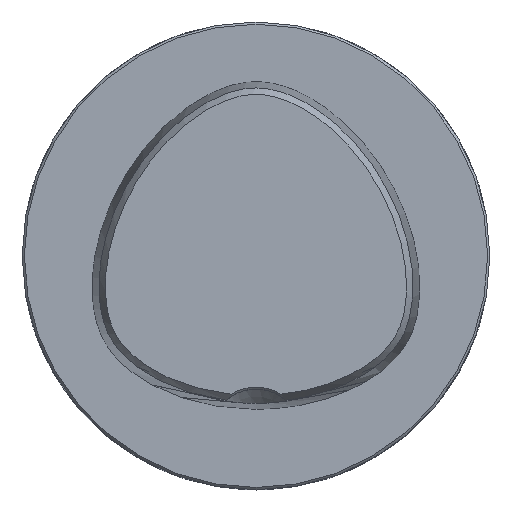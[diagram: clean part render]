
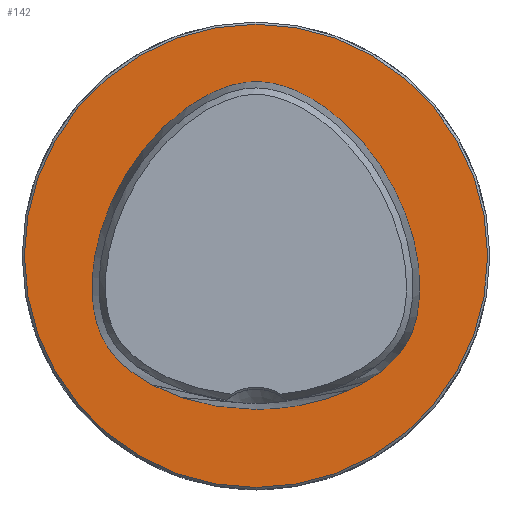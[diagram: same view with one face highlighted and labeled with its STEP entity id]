
A CAD part, top view. The second image highlights one B-rep face of the part: STEP entity #142.
In plain terms, the highlighted planar face has unit normal (0, 0, 1).
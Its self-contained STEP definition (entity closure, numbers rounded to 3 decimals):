
#120=FACE_BOUND('',#226,.T.);
#121=FACE_BOUND('',#227,.T.);
#142=ADVANCED_FACE('CU_E_LO_SU_1',(#120,#121),#175,.F.);
#175=PLANE('',#611);
#226=EDGE_LOOP('',(#324));
#227=EDGE_LOOP('',(#325));
#268=CIRCLE('',#610,31.2);
#324=ORIENTED_EDGE('',*,*,#474,.T.);
#325=ORIENTED_EDGE('',*,*,#513,.T.);
#422=VERTEX_POINT('',#1186);
#460=VERTEX_POINT('',#1718);
#474=EDGE_CURVE('',#422,#422,#543,.T.);
#513=EDGE_CURVE('',#460,#460,#268,.T.);
#543=B_SPLINE_CURVE_WITH_KNOTS('',3,(#1115,#1116,#1117,#1118,#1119,#1120,
#1121,#1122,#1123,#1124,#1125,#1126,#1127,#1128,#1129,#1130,#1131,#1132,
#1133,#1134,#1135,#1136,#1137,#1138,#1139,#1140,#1141,#1142,#1143,#1144,
#1145,#1146,#1147,#1148,#1149,#1150,#1151,#1152,#1153,#1154,#1155,#1156,
#1157,#1158,#1159,#1160,#1161,#1162,#1163,#1164,#1165,#1166,#1167,#1168,
#1169,#1170,#1171,#1172,#1173,#1174,#1175,#1176,#1177,#1178,#1179,#1180,
#1181,#1182,#1183,#1184,#1185),.UNSPECIFIED.,.T.,.F.,(1,1,2,1,1,1,1,1,1,
1,1,1,1,1,1,1,1,1,1,1,1,1,1,1,1,1,1,1,1,1,1,1,1,1,1,1,1,1,1,1,1,1,1,1,1,
1,1,1,1,1,1,1,1,1,1,1,1,1,1,1,1,1,1,1,1,1,1,1,1,1,2,1,1),(-0.031,-0.016,
0.,0.016,0.031,0.063,0.078,0.094,0.109,0.125,0.133,0.141,
0.148,0.156,0.164,0.172,0.18,0.188,0.195,0.203,
0.219,0.234,0.25,0.266,0.281,0.313,0.344,0.359,0.375,0.406,
0.422,0.438,0.453,0.469,0.484,0.492,0.5,0.508,0.516,
0.531,0.547,0.563,0.578,0.594,0.625,0.641,0.656,0.688,
0.719,0.734,0.75,0.766,0.781,0.797,0.805,0.813,0.82,
0.828,0.836,0.844,0.852,0.859,0.867,0.875,0.891,
0.906,0.922,0.938,0.969,0.984,1.,1.016,1.031),
 .UNSPECIFIED.);
#610=AXIS2_PLACEMENT_3D('',#1717,#692,#693);
#611=AXIS2_PLACEMENT_3D('',#1719,#694,#695);
#692=DIRECTION('',(0.,0.,1.));
#693=DIRECTION('',(1.,0.,0.));
#694=DIRECTION('',(0.,0.,-1.));
#695=DIRECTION('',(-1.,0.,0.));
#1115=CARTESIAN_POINT('',(0.721,-20.675,0.));
#1116=CARTESIAN_POINT('',(-0.721,-20.675,0.));
#1117=CARTESIAN_POINT('',(-2.165,-20.628,0.));
#1118=CARTESIAN_POINT('',(-5.038,-20.346,0.));
#1119=CARTESIAN_POINT('',(-7.877,-19.778,0.));
#1120=CARTESIAN_POINT('',(-10.631,-18.907,0.));
#1121=CARTESIAN_POINT('',(-12.641,-18.096,0.));
#1122=CARTESIAN_POINT('',(-14.576,-17.115,0.));
#1123=CARTESIAN_POINT('',(-16.103,-16.145,0.));
#1124=CARTESIAN_POINT('',(-17.253,-15.267,0.));
#1125=CARTESIAN_POINT('',(-18.072,-14.555,0.));
#1126=CARTESIAN_POINT('',(-18.838,-13.784,0.));
#1127=CARTESIAN_POINT('',(-19.538,-12.952,0.));
#1128=CARTESIAN_POINT('',(-20.159,-12.058,0.));
#1129=CARTESIAN_POINT('',(-20.688,-11.106,0.));
#1130=CARTESIAN_POINT('',(-21.12,-10.107,0.));
#1131=CARTESIAN_POINT('',(-21.46,-9.075,0.));
#1132=CARTESIAN_POINT('',(-21.718,-8.02,0.));
#1133=CARTESIAN_POINT('',(-21.963,-6.594,0.));
#1134=CARTESIAN_POINT('',(-22.104,-4.789,0.));
#1135=CARTESIAN_POINT('',(-22.053,-2.62,0.));
#1136=CARTESIAN_POINT('',(-21.81,-0.466,0.));
#1137=CARTESIAN_POINT('',(-21.395,1.661,0.));
#1138=CARTESIAN_POINT('',(-20.635,4.448,0.));
#1139=CARTESIAN_POINT('',(-19.324,7.819,0.));
#1140=CARTESIAN_POINT('',(-17.584,10.988,0.));
#1141=CARTESIAN_POINT('',(-15.954,13.372,0.));
#1142=CARTESIAN_POINT('',(-14.171,15.643,0.));
#1143=CARTESIAN_POINT('',(-12.16,17.727,0.));
#1144=CARTESIAN_POINT('',(-9.932,19.566,0.));
#1145=CARTESIAN_POINT('',(-8.152,20.804,0.));
#1146=CARTESIAN_POINT('',(-6.263,21.873,0.));
#1147=CARTESIAN_POINT('',(-4.268,22.734,0.));
#1148=CARTESIAN_POINT('',(-2.522,23.227,0.));
#1149=CARTESIAN_POINT('',(-1.087,23.439,0.));
#1150=CARTESIAN_POINT('',(0.,23.494,0.));
#1151=CARTESIAN_POINT('',(1.087,23.439,0.));
#1152=CARTESIAN_POINT('',(2.522,23.227,0.));
#1153=CARTESIAN_POINT('',(4.268,22.734,0.));
#1154=CARTESIAN_POINT('',(6.263,21.873,0.));
#1155=CARTESIAN_POINT('',(8.152,20.804,0.));
#1156=CARTESIAN_POINT('',(9.932,19.566,0.));
#1157=CARTESIAN_POINT('',(12.16,17.727,0.));
#1158=CARTESIAN_POINT('',(14.171,15.643,0.));
#1159=CARTESIAN_POINT('',(15.954,13.372,0.));
#1160=CARTESIAN_POINT('',(17.584,10.988,0.));
#1161=CARTESIAN_POINT('',(19.324,7.819,0.));
#1162=CARTESIAN_POINT('',(20.635,4.448,0.));
#1163=CARTESIAN_POINT('',(21.395,1.661,0.));
#1164=CARTESIAN_POINT('',(21.81,-0.466,0.));
#1165=CARTESIAN_POINT('',(22.053,-2.62,0.));
#1166=CARTESIAN_POINT('',(22.104,-4.789,0.));
#1167=CARTESIAN_POINT('',(21.963,-6.594,0.));
#1168=CARTESIAN_POINT('',(21.718,-8.02,0.));
#1169=CARTESIAN_POINT('',(21.46,-9.075,0.));
#1170=CARTESIAN_POINT('',(21.12,-10.107,0.));
#1171=CARTESIAN_POINT('',(20.688,-11.106,0.));
#1172=CARTESIAN_POINT('',(20.159,-12.058,0.));
#1173=CARTESIAN_POINT('',(19.538,-12.952,0.));
#1174=CARTESIAN_POINT('',(18.838,-13.784,0.));
#1175=CARTESIAN_POINT('',(18.072,-14.555,0.));
#1176=CARTESIAN_POINT('',(17.253,-15.267,0.));
#1177=CARTESIAN_POINT('',(16.103,-16.145,0.));
#1178=CARTESIAN_POINT('',(14.576,-17.115,0.));
#1179=CARTESIAN_POINT('',(12.641,-18.096,0.));
#1180=CARTESIAN_POINT('',(10.631,-18.907,0.));
#1181=CARTESIAN_POINT('',(7.877,-19.778,0.));
#1182=CARTESIAN_POINT('',(5.038,-20.346,0.));
#1183=CARTESIAN_POINT('',(2.165,-20.628,0.));
#1184=CARTESIAN_POINT('',(0.721,-20.675,0.));
#1185=CARTESIAN_POINT('',(-0.721,-20.675,0.));
#1186=CARTESIAN_POINT('',(0.,-20.675,0.));
#1717=CARTESIAN_POINT('',(0.,0.,0.));
#1718=CARTESIAN_POINT('',(31.2,0.,0.));
#1719=CARTESIAN_POINT('',(0.,1.392,0.));
